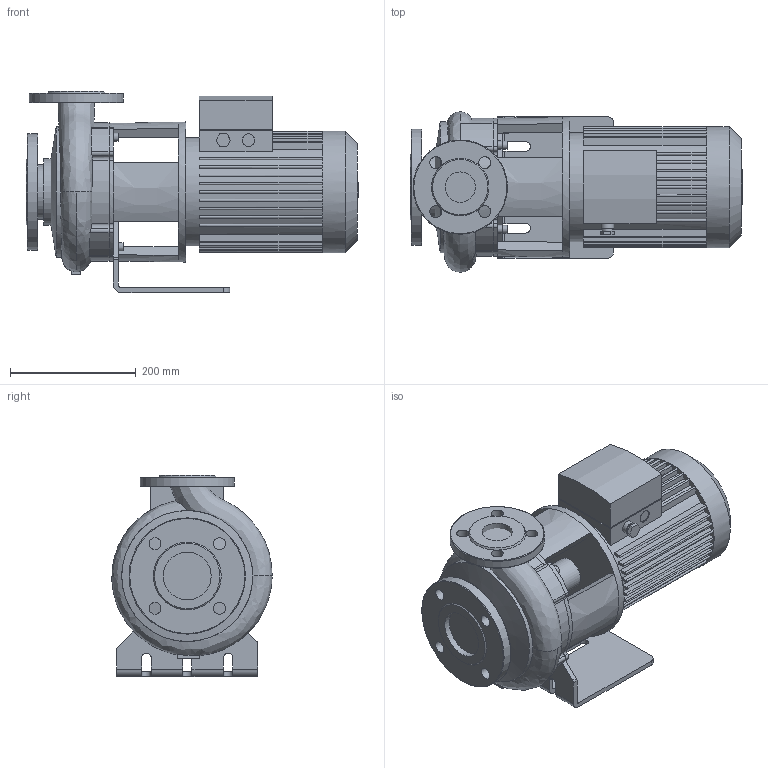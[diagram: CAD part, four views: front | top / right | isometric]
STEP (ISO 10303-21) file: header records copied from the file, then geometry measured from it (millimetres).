
FILE_DESCRIPTION(/* description */ (''),/* implementation_level */ '2;1');
FILE_NAME(/* name */ '3d_BL40_170-1_1_4-2121075.stp',/* time_stamp */ '2017-11-06T15:07:46+01:00',/* author */ ('Andrzej'),/* organization */ (''),/* preprocessor_version */ 'ST-DEVELOPER v16.13',/* originating_system */ 'AutoCAD Mechanical',/* authorisation */ '');
FILE_SCHEMA (('AUTOMOTIVE_DESIGN { 1 0 10303 214 3 1 1 }'));
Length unit declared in the file: millimetre
Products named in the file (1): Product
Bounding box: 528 x 254.91 x 320 mm (x, y, z)
Volume: 14714716.7 mm3; surface area: 1012203.9 mm2
Topology: 9 solids, 9 shells, 468 faces, 1261 edges, 816 vertices
Faces by surface type: plane 276, cylinder 144, bspline 32, torus 8, cone 8
Full cylindrical faces by diameter (mm): 9 x4, 13 x4, 16 x1, 19 x8, 20 x4, 48.3 x1, 50 x1, 76.1 x1, 86.1 x1, 106.1 x1, 150 x1, 173 x1, 185 x1, 193 x1, 208.36 x1, 223 x1
Entity records: 17466 total; most frequent: CARTESIAN_POINT 5719, DIRECTION 2446, ORIENTED_EDGE 2414, EDGE_CURVE 1207, AXIS2_PLACEMENT_3D 888, VERTEX_POINT 806, LINE 670, VECTOR 670
